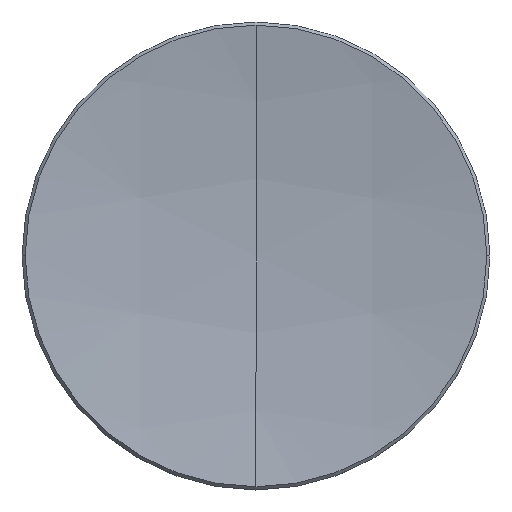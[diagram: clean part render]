
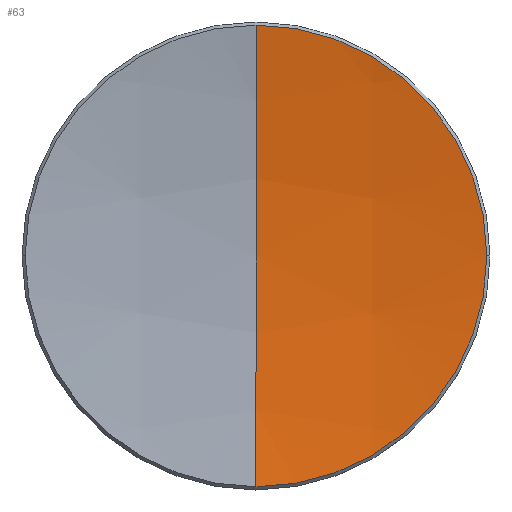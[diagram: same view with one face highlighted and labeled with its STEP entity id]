
A CAD part, top view. The second image highlights one B-rep face of the part: STEP entity #63.
In plain terms, the highlighted spherical face has radius 75.9 mm.
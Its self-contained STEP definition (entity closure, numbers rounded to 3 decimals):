
#9 = VERTEX_POINT ( 'NONE', #157 ) ;
#10 = EDGE_LOOP ( 'NONE', ( #179, #199, #115, #129 ) ) ;
#23 = EDGE_CURVE ( 'NONE', #202, #34, #191, .T. ) ;
#30 = DIRECTION ( 'NONE',  ( 0., 0., 1. ) ) ;
#34 = VERTEX_POINT ( 'NONE', #259 ) ;
#36 = DIRECTION ( 'NONE',  ( 0., -1., 0. ) ) ;
#39 = CARTESIAN_POINT ( 'NONE',  ( 0., 0., 87.83 ) ) ;
#53 = AXIS2_PLACEMENT_3D ( 'NONE', #62, #151, #200 ) ;
#60 = CARTESIAN_POINT ( 'NONE',  ( 0., 0., 87.83 ) ) ;
#62 = CARTESIAN_POINT ( 'NONE',  ( 0., 0., 87.83 ) ) ;
#63 = ADVANCED_FACE ( 'NONE', ( #232 ), #280, .F. ) ;
#67 = VERTEX_POINT ( 'NONE', #271 ) ;
#71 = EDGE_CURVE ( 'NONE', #9, #34, #139, .T. ) ;
#95 = AXIS2_PLACEMENT_3D ( 'NONE', #60, #277, #36 ) ;
#104 = AXIS2_PLACEMENT_3D ( 'NONE', #39, #165, #110 ) ;
#106 = CARTESIAN_POINT ( 'NONE',  ( 0., 0., 12.971 ) ) ;
#110 = DIRECTION ( 'NONE',  ( 0., 1., 0. ) ) ;
#115 = ORIENTED_EDGE ( 'NONE', *, *, #197, .T. ) ;
#129 = ORIENTED_EDGE ( 'NONE', *, *, #23, .T. ) ;
#139 = CIRCLE ( 'NONE', #53, 75.9 ) ;
#151 = DIRECTION ( 'NONE',  ( 1., 0., 0. ) ) ;
#157 = CARTESIAN_POINT ( 'NONE',  ( 0., 0., 11.93 ) ) ;
#165 = DIRECTION ( 'NONE',  ( -1., 0., 0. ) ) ;
#174 = CARTESIAN_POINT ( 'NONE',  ( 12.529, 0., 12.971 ) ) ;
#179 = ORIENTED_EDGE ( 'NONE', *, *, #71, .F. ) ;
#183 = CIRCLE ( 'NONE', #95, 75.9 ) ;
#185 = DIRECTION ( 'NONE',  ( 1., 0., 0. ) ) ;
#190 = DIRECTION ( 'NONE',  ( 0., 0., 1. ) ) ;
#191 = CIRCLE ( 'NONE', #267, 12.529 ) ;
#197 = EDGE_CURVE ( 'NONE', #67, #202, #251, .T. ) ;
#199 = ORIENTED_EDGE ( 'NONE', *, *, #255, .T. ) ;
#200 = DIRECTION ( 'NONE',  ( 0., 0., -1. ) ) ;
#202 = VERTEX_POINT ( 'NONE', #174 ) ;
#232 = FACE_OUTER_BOUND ( 'NONE', #10, .T. ) ;
#249 = CARTESIAN_POINT ( 'NONE',  ( 0., 0., 12.971 ) ) ;
#251 = CIRCLE ( 'NONE', #262, 12.529 ) ;
#255 = EDGE_CURVE ( 'NONE', #9, #67, #183, .T. ) ;
#259 = CARTESIAN_POINT ( 'NONE',  ( 0., 12.529, 12.971 ) ) ;
#262 = AXIS2_PLACEMENT_3D ( 'NONE', #106, #190, #185 ) ;
#267 = AXIS2_PLACEMENT_3D ( 'NONE', #249, #30, #275 ) ;
#271 = CARTESIAN_POINT ( 'NONE',  ( 0., -12.529, 12.971 ) ) ;
#275 = DIRECTION ( 'NONE',  ( 1., 0., 0. ) ) ;
#277 = DIRECTION ( 'NONE',  ( -1., 0., 0. ) ) ;
#280 = SPHERICAL_SURFACE ( 'NONE', #104, 75.9 ) ;
